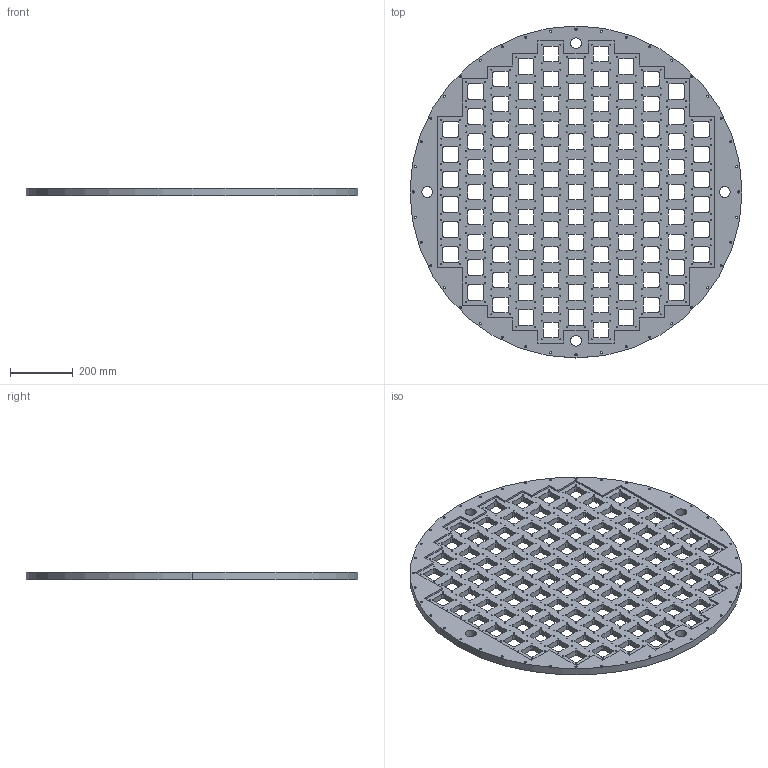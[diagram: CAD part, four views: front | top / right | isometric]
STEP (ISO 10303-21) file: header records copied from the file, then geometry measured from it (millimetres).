
FILE_DESCRIPTION (( 'STEP AP203' ), '1' );
FILE_NAME ('Support Plate V3.STEP', '2012-09-20T06:48:29', ( '' ), ( '' ), 'SwSTEP 2.0', 'SolidWorks 2011', '' );
FILE_SCHEMA (( 'CONFIG_CONTROL_DESIGN' ));
Length unit declared in the file: millimetre
Products named in the file (1): Support Plate V3
Bounding box: 1060 x 1060 x 25 mm (x, y, z)
Volume: 12676644.6 mm3; surface area: 1826008.5 mm2
Topology: 1 solids, 1 shells, 1849 faces, 5538 edges, 3692 vertices
Faces by surface type: cylinder 1374, plane 475
Entity records: 66093 total; most frequent: DIRECTION 11986, CARTESIAN_POINT 11080, ORIENTED_EDGE 11076, EDGE_CURVE 5538, AXIS2_PLACEMENT_3D 4598, VERTEX_POINT 3692, EDGE_LOOP 3008, VECTOR 2790
